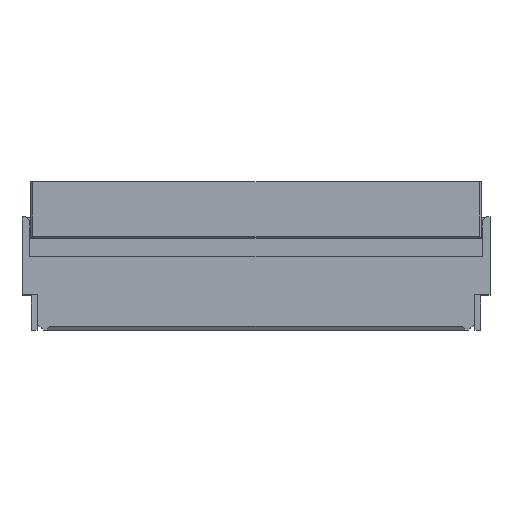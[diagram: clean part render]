
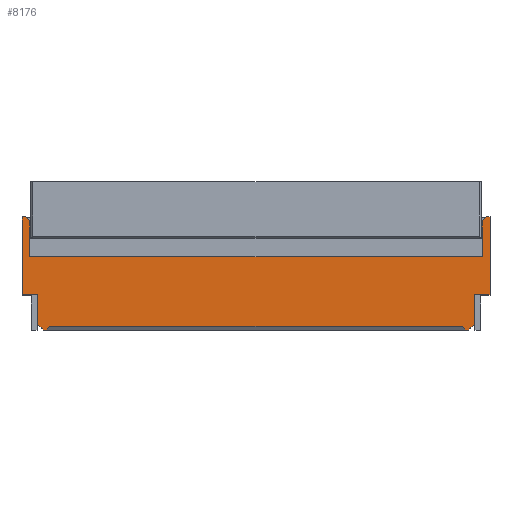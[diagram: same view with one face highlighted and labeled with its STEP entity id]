
A CAD part, top view. The second image highlights one B-rep face of the part: STEP entity #8176.
In plain terms, the highlighted planar face has unit normal (0, 0, 1).
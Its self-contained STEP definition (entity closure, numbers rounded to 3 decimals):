
#469=FACE_OUTER_BOUND('',#887,.T.);
#887=EDGE_LOOP('',(#6814,#6815,#6816,#6817,#6818,#6819,#6820,#6821,#6822,
#6823,#6824,#6825,#6826,#6827,#6828,#6829,#6830,#6831,#6832,#6833));
#1006=LINE('',#10956,#2091);
#1030=LINE('',#11012,#2115);
#1062=LINE('',#11084,#2147);
#1144=LINE('',#11269,#2229);
#1196=LINE('',#11374,#2281);
#1200=LINE('',#11382,#2285);
#1204=LINE('',#11388,#2289);
#1207=LINE('',#11394,#2292);
#1209=LINE('',#11398,#2294);
#1255=LINE('',#11510,#2340);
#1364=LINE('',#11741,#2449);
#1788=LINE('',#12661,#2873);
#1821=LINE('',#12724,#2906);
#1828=LINE('',#12736,#2913);
#1856=LINE('',#12798,#2941);
#1857=LINE('',#12800,#2942);
#1858=LINE('',#12802,#2943);
#1859=LINE('',#12804,#2944);
#1860=LINE('',#12806,#2945);
#1861=LINE('',#12807,#2946);
#2091=VECTOR('',#8831,1.);
#2115=VECTOR('',#8873,1.);
#2147=VECTOR('',#8927,1.);
#2229=VECTOR('',#9067,1.);
#2281=VECTOR('',#9165,1.);
#2285=VECTOR('',#9169,1.);
#2289=VECTOR('',#9175,1.);
#2292=VECTOR('',#9182,1.);
#2294=VECTOR('',#9186,1.);
#2340=VECTOR('',#9292,1.);
#2449=VECTOR('',#9447,1.);
#2873=VECTOR('',#10247,1.);
#2906=VECTOR('',#10324,1.);
#2913=VECTOR('',#10341,1.);
#2941=VECTOR('',#10431,1.);
#2942=VECTOR('',#10432,1.);
#2943=VECTOR('',#10433,1.);
#2944=VECTOR('',#10434,1.);
#2945=VECTOR('',#10435,1.);
#2946=VECTOR('',#10436,1.);
#3176=VERTEX_POINT('',#10954);
#3177=VERTEX_POINT('',#10955);
#3200=VERTEX_POINT('',#11011);
#3229=VERTEX_POINT('',#11082);
#3302=VERTEX_POINT('',#11267);
#3303=VERTEX_POINT('',#11268);
#3333=VERTEX_POINT('',#11372);
#3336=VERTEX_POINT('',#11379);
#3337=VERTEX_POINT('',#11381);
#3338=VERTEX_POINT('',#11386);
#3339=VERTEX_POINT('',#11393);
#3340=VERTEX_POINT('',#11397);
#3475=VERTEX_POINT('',#11740);
#3779=VERTEX_POINT('',#12652);
#3783=VERTEX_POINT('',#12659);
#3791=VERTEX_POINT('',#12723);
#3795=VERTEX_POINT('',#12799);
#3796=VERTEX_POINT('',#12801);
#3797=VERTEX_POINT('',#12803);
#3798=VERTEX_POINT('',#12805);
#3950=EDGE_CURVE('',#3176,#3177,#1006,.T.);
#3977=EDGE_CURVE('',#3200,#3176,#1030,.T.);
#4012=EDGE_CURVE('',#3177,#3229,#1062,.T.);
#4102=EDGE_CURVE('',#3302,#3303,#1144,.T.);
#4154=EDGE_CURVE('',#3333,#3303,#1196,.T.);
#4158=EDGE_CURVE('',#3337,#3336,#1200,.T.);
#4162=EDGE_CURVE('',#3333,#3338,#1204,.T.);
#4165=EDGE_CURVE('',#3302,#3339,#1207,.T.);
#4167=EDGE_CURVE('',#3340,#3339,#1209,.T.);
#4223=EDGE_CURVE('',#3340,#3229,#1255,.T.);
#4338=EDGE_CURVE('',#3337,#3475,#1364,.T.);
#4808=EDGE_CURVE('',#3783,#3779,#1788,.T.);
#4841=EDGE_CURVE('',#3200,#3791,#1821,.T.);
#4848=EDGE_CURVE('',#3791,#3783,#1828,.T.);
#4876=EDGE_CURVE('',#3338,#3475,#1856,.T.);
#4877=EDGE_CURVE('',#3795,#3336,#1857,.T.);
#4878=EDGE_CURVE('',#3795,#3796,#1858,.T.);
#4879=EDGE_CURVE('',#3797,#3796,#1859,.T.);
#4880=EDGE_CURVE('',#3797,#3798,#1860,.T.);
#4881=EDGE_CURVE('',#3779,#3798,#1861,.T.);
#6814=ORIENTED_EDGE('',*,*,#4841,.F.);
#6815=ORIENTED_EDGE('',*,*,#3977,.T.);
#6816=ORIENTED_EDGE('',*,*,#3950,.T.);
#6817=ORIENTED_EDGE('',*,*,#4012,.T.);
#6818=ORIENTED_EDGE('',*,*,#4223,.F.);
#6819=ORIENTED_EDGE('',*,*,#4167,.T.);
#6820=ORIENTED_EDGE('',*,*,#4165,.F.);
#6821=ORIENTED_EDGE('',*,*,#4102,.T.);
#6822=ORIENTED_EDGE('',*,*,#4154,.F.);
#6823=ORIENTED_EDGE('',*,*,#4162,.T.);
#6824=ORIENTED_EDGE('',*,*,#4876,.T.);
#6825=ORIENTED_EDGE('',*,*,#4338,.F.);
#6826=ORIENTED_EDGE('',*,*,#4158,.T.);
#6827=ORIENTED_EDGE('',*,*,#4877,.F.);
#6828=ORIENTED_EDGE('',*,*,#4878,.T.);
#6829=ORIENTED_EDGE('',*,*,#4879,.F.);
#6830=ORIENTED_EDGE('',*,*,#4880,.T.);
#6831=ORIENTED_EDGE('',*,*,#4881,.F.);
#6832=ORIENTED_EDGE('',*,*,#4808,.F.);
#6833=ORIENTED_EDGE('',*,*,#4848,.F.);
#7774=PLANE('',#8683);
#8176=ADVANCED_FACE('',(#469),#7774,.T.);
#8683=AXIS2_PLACEMENT_3D('',#12797,#10429,#10430);
#8831=DIRECTION('',(-0.707,0.707,0.));
#8873=DIRECTION('',(0.,1.,0.));
#8927=DIRECTION('',(-1.,0.,0.));
#9067=DIRECTION('',(0.707,-0.707,0.));
#9165=DIRECTION('',(-1.,0.,0.));
#9169=DIRECTION('',(1.,0.,0.));
#9175=DIRECTION('',(0.707,0.707,0.));
#9182=DIRECTION('',(0.,1.,0.));
#9186=DIRECTION('',(1.,0.,0.));
#9292=DIRECTION('',(0.,1.,0.));
#9447=DIRECTION('',(-0.707,0.707,0.));
#10247=DIRECTION('',(0.707,0.707,0.));
#10324=DIRECTION('',(1.,0.,0.));
#10341=DIRECTION('',(0.,1.,0.));
#10429=DIRECTION('center_axis',(0.,0.,
1.));
#10430=DIRECTION('ref_axis',(0.,-1.,0.));
#10431=DIRECTION('',(1.,0.,0.));
#10432=DIRECTION('',(-0.707,-0.707,0.));
#10433=DIRECTION('',(0.,1.,0.));
#10434=DIRECTION('',(-1.,0.,0.));
#10435=DIRECTION('',(0.,1.,0.));
#10436=DIRECTION('',(1.,0.,0.));
#10954=CARTESIAN_POINT('',(-5.8,2.25,1.));
#10955=CARTESIAN_POINT('',(-5.9,2.35,1.));
#10956=CARTESIAN_POINT('',(11.,-14.55,1.));
#11011=CARTESIAN_POINT('',(-5.8,1.33,1.));
#11012=CARTESIAN_POINT('',(-5.8,2.045,1.));
#11082=CARTESIAN_POINT('',(-6.,2.35,1.));
#11084=CARTESIAN_POINT('',(11.,2.35,1.));
#11267=CARTESIAN_POINT('',(-5.603,-0.4,1.));
#11268=CARTESIAN_POINT('',(-5.453,-0.55,1.));
#11269=CARTESIAN_POINT('',(-8.047,2.045,1.));
#11372=CARTESIAN_POINT('',(-5.385,-0.55,1.));
#11374=CARTESIAN_POINT('',(-6.5,-0.55,1.));
#11379=CARTESIAN_POINT('',(5.453,-0.55,1.));
#11381=CARTESIAN_POINT('',(5.385,-0.55,1.));
#11382=CARTESIAN_POINT('',(6.5,-0.55,1.));
#11386=CARTESIAN_POINT('',(-5.285,-0.45,1.));
#11388=CARTESIAN_POINT('',(-2.79,2.045,1.));
#11393=CARTESIAN_POINT('',(-5.603,0.35,1.));
#11394=CARTESIAN_POINT('',(-5.603,2.045,1.));
#11397=CARTESIAN_POINT('',(-6.,0.35,1.));
#11398=CARTESIAN_POINT('',(11.,0.35,1.));
#11510=CARTESIAN_POINT('',(-6.,2.045,1.));
#11740=CARTESIAN_POINT('',(5.285,-0.45,1.));
#11741=CARTESIAN_POINT('',(2.79,2.045,1.));
#12652=CARTESIAN_POINT('',(5.9,2.35,1.));
#12659=CARTESIAN_POINT('',(5.8,2.25,1.));
#12661=CARTESIAN_POINT('',(-11.,-14.55,1.));
#12723=CARTESIAN_POINT('',(5.8,1.33,1.));
#12724=CARTESIAN_POINT('',(2.,1.33,1.));
#12736=CARTESIAN_POINT('',(5.8,2.045,1.));
#12797=CARTESIAN_POINT('Origin',(-40.177,-0.144,1.));
#12798=CARTESIAN_POINT('',(3.,-0.45,1.));
#12799=CARTESIAN_POINT('',(5.603,-0.4,1.));
#12800=CARTESIAN_POINT('',(8.047,2.045,1.));
#12801=CARTESIAN_POINT('',(5.603,0.35,1.));
#12802=CARTESIAN_POINT('',(5.603,2.045,1.));
#12803=CARTESIAN_POINT('',(6.,0.35,1.));
#12804=CARTESIAN_POINT('',(-11.,0.35,1.));
#12805=CARTESIAN_POINT('',(6.,2.35,1.));
#12806=CARTESIAN_POINT('',(6.,2.045,1.));
#12807=CARTESIAN_POINT('',(-11.,2.35,1.));
